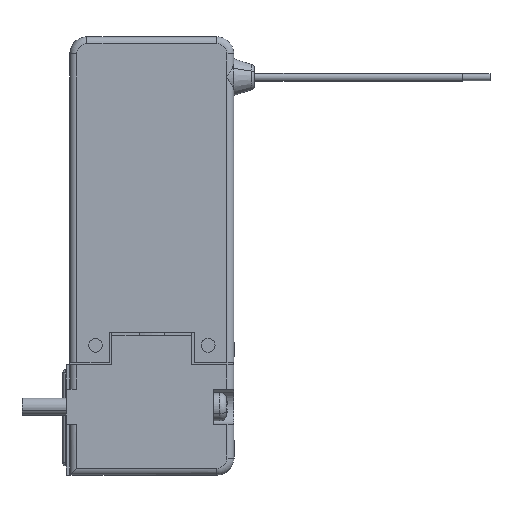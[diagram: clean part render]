
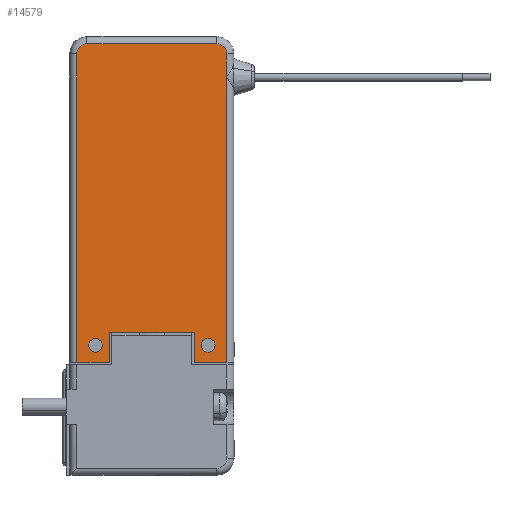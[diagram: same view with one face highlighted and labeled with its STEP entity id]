
A CAD part, front view. The second image highlights one B-rep face of the part: STEP entity #14579.
In plain terms, the highlighted face is planar.
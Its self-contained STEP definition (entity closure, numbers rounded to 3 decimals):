
#14470=AXIS2_PLACEMENT_3D('Circle Axis2P3D',#14468,#14469,$) ;
#14490=AXIS2_PLACEMENT_3D('Plane Axis2P3D',#14487,#14488,#14489) ;
#14520=AXIS2_PLACEMENT_3D('Circle Axis2P3D',#14518,#14519,$) ;
#14545=AXIS2_PLACEMENT_3D('Circle Axis2P3D',#14543,#14544,$) ;
#14554=AXIS2_PLACEMENT_3D('Circle Axis2P3D',#14552,#14553,$) ;
#14563=AXIS2_PLACEMENT_3D('Circle Axis2P3D',#14561,#14562,$) ;
#14572=AXIS2_PLACEMENT_3D('Circle Axis2P3D',#14570,#14571,$) ;
#13423=CARTESIAN_POINT('Vertex',(-11.,7.5,33.2)) ;
#13793=CARTESIAN_POINT('Vertex',(-11.,7.5,36.6)) ;
#13796=CARTESIAN_POINT('Line Origine',(-11.,7.5,15.25)) ;
#13816=CARTESIAN_POINT('Line Origine',(-11.,7.5,15.25)) ;
#13820=CARTESIAN_POINT('Vertex',(-11.,7.5,-8.6)) ;
#13886=CARTESIAN_POINT('Line Origine',(-8.6,7.5,-8.6)) ;
#13890=CARTESIAN_POINT('Vertex',(-6.2,7.5,-8.6)) ;
#14006=CARTESIAN_POINT('Vertex',(-6.2,7.5,-4.1)) ;
#14009=CARTESIAN_POINT('Line Origine',(0.,7.5,-4.1)) ;
#14013=CARTESIAN_POINT('Vertex',(6.2,7.5,-4.1)) ;
#14465=CARTESIAN_POINT('Vertex',(-9.5,7.5,38.1)) ;
#14468=CARTESIAN_POINT('Axis2P3D Location',(-9.5,7.5,36.6)) ;
#14487=CARTESIAN_POINT('Axis2P3D Location',(0.,7.5,0.)) ;
#14492=CARTESIAN_POINT('Line Origine',(8.6,7.5,-8.6)) ;
#14496=CARTESIAN_POINT('Vertex',(6.2,7.5,-8.6)) ;
#14498=CARTESIAN_POINT('Vertex',(11.,7.5,-8.6)) ;
#14501=CARTESIAN_POINT('Line Origine',(6.2,7.5,-6.35)) ;
#14506=CARTESIAN_POINT('Line Origine',(-6.2,7.5,-6.35)) ;
#14511=CARTESIAN_POINT('Line Origine',(0.,7.5,38.1)) ;
#14515=CARTESIAN_POINT('Vertex',(9.5,7.5,38.1)) ;
#14518=CARTESIAN_POINT('Axis2P3D Location',(9.5,7.5,36.6)) ;
#14522=CARTESIAN_POINT('Vertex',(11.,7.5,36.6)) ;
#14525=CARTESIAN_POINT('Line Origine',(11.,7.5,14.)) ;
#14543=CARTESIAN_POINT('Axis2P3D Location',(-8.25,7.5,-6.05)) ;
#14547=CARTESIAN_POINT('Vertex',(-9.25,7.5,-6.05)) ;
#14549=CARTESIAN_POINT('Vertex',(-7.25,7.5,-6.05)) ;
#14552=CARTESIAN_POINT('Axis2P3D Location',(-8.25,7.5,-6.05)) ;
#14561=CARTESIAN_POINT('Axis2P3D Location',(8.25,7.5,-6.05)) ;
#14565=CARTESIAN_POINT('Vertex',(9.25,7.5,-6.05)) ;
#14567=CARTESIAN_POINT('Vertex',(7.25,7.5,-6.05)) ;
#14570=CARTESIAN_POINT('Axis2P3D Location',(8.25,7.5,-6.05)) ;
#13797=DIRECTION('Vector Direction',(0.,0.,-1.)) ;
#13817=DIRECTION('Vector Direction',(0.,0.,-1.)) ;
#13887=DIRECTION('Vector Direction',(-1.,0.,0.)) ;
#14010=DIRECTION('Vector Direction',(1.,0.,0.)) ;
#14469=DIRECTION('Axis2P3D Direction',(0.,1.,0.)) ;
#14488=DIRECTION('Axis2P3D Direction',(0.,1.,0.)) ;
#14489=DIRECTION('Axis2P3D XDirection',(-1.,0.,0.)) ;
#14493=DIRECTION('Vector Direction',(-1.,0.,0.)) ;
#14502=DIRECTION('Vector Direction',(0.,0.,-1.)) ;
#14507=DIRECTION('Vector Direction',(0.,0.,-1.)) ;
#14512=DIRECTION('Vector Direction',(1.,0.,0.)) ;
#14519=DIRECTION('Axis2P3D Direction',(0.,1.,0.)) ;
#14526=DIRECTION('Vector Direction',(0.,0.,-1.)) ;
#14544=DIRECTION('Axis2P3D Direction',(0.,1.,0.)) ;
#14553=DIRECTION('Axis2P3D Direction',(0.,1.,0.)) ;
#14562=DIRECTION('Axis2P3D Direction',(0.,1.,0.)) ;
#14571=DIRECTION('Axis2P3D Direction',(0.,1.,0.)) ;
#13798=VECTOR('Line Direction',#13797,1.) ;
#13818=VECTOR('Line Direction',#13817,1.) ;
#13888=VECTOR('Line Direction',#13887,1.) ;
#14011=VECTOR('Line Direction',#14010,1.) ;
#14494=VECTOR('Line Direction',#14493,1.) ;
#14503=VECTOR('Line Direction',#14502,1.) ;
#14508=VECTOR('Line Direction',#14507,1.) ;
#14513=VECTOR('Line Direction',#14512,1.) ;
#14527=VECTOR('Line Direction',#14526,1.) ;
#14531=ORIENTED_EDGE('',*,*,#14500,.F.) ;
#14532=ORIENTED_EDGE('',*,*,#14505,.F.) ;
#14533=ORIENTED_EDGE('',*,*,#14015,.T.) ;
#14534=ORIENTED_EDGE('',*,*,#14510,.T.) ;
#14535=ORIENTED_EDGE('',*,*,#13892,.F.) ;
#14536=ORIENTED_EDGE('',*,*,#13822,.T.) ;
#14537=ORIENTED_EDGE('',*,*,#13800,.T.) ;
#14538=ORIENTED_EDGE('',*,*,#14472,.T.) ;
#14539=ORIENTED_EDGE('',*,*,#14517,.T.) ;
#14540=ORIENTED_EDGE('',*,*,#14524,.T.) ;
#14541=ORIENTED_EDGE('',*,*,#14529,.T.) ;
#14558=ORIENTED_EDGE('',*,*,#14551,.F.) ;
#14559=ORIENTED_EDGE('',*,*,#14556,.F.) ;
#14576=ORIENTED_EDGE('',*,*,#14569,.F.) ;
#14577=ORIENTED_EDGE('',*,*,#14574,.F.) ;
#14560=FACE_BOUND('',#14557,.T.) ;
#14578=FACE_BOUND('',#14575,.T.) ;
#14579=ADVANCED_FACE('',(#14542,#14560,#14578),#14491,.T.) ;
#14471=CIRCLE('generated circle',#14470,1.5) ;
#14521=CIRCLE('generated circle',#14520,1.5) ;
#14546=CIRCLE('generated circle',#14545,1.) ;
#14555=CIRCLE('generated circle',#14554,1.) ;
#14564=CIRCLE('generated circle',#14563,1.) ;
#14573=CIRCLE('generated circle',#14572,1.) ;
#13800=EDGE_CURVE('',#13424,#13794,#13799,.F.) ;
#13822=EDGE_CURVE('',#13821,#13424,#13819,.F.) ;
#13892=EDGE_CURVE('',#13821,#13891,#13889,.F.) ;
#14015=EDGE_CURVE('',#14014,#14007,#14012,.F.) ;
#14472=EDGE_CURVE('',#13794,#14466,#14471,.T.) ;
#14500=EDGE_CURVE('',#14497,#14499,#14495,.F.) ;
#14505=EDGE_CURVE('',#14014,#14497,#14504,.T.) ;
#14510=EDGE_CURVE('',#14007,#13891,#14509,.T.) ;
#14517=EDGE_CURVE('',#14466,#14516,#14514,.T.) ;
#14524=EDGE_CURVE('',#14516,#14523,#14521,.T.) ;
#14529=EDGE_CURVE('',#14523,#14499,#14528,.T.) ;
#14551=EDGE_CURVE('',#14548,#14550,#14546,.T.) ;
#14556=EDGE_CURVE('',#14550,#14548,#14555,.T.) ;
#14569=EDGE_CURVE('',#14566,#14568,#14564,.T.) ;
#14574=EDGE_CURVE('',#14568,#14566,#14573,.T.) ;
#14530=EDGE_LOOP('',(#14531,#14532,#14533,#14534,#14535,#14536,#14537,#14538,#14539,#14540,#14541)) ;
#14557=EDGE_LOOP('',(#14558,#14559)) ;
#14575=EDGE_LOOP('',(#14576,#14577)) ;
#14542=FACE_OUTER_BOUND('',#14530,.T.) ;
#13799=LINE('Line',#13796,#13798) ;
#13819=LINE('Line',#13816,#13818) ;
#13889=LINE('Line',#13886,#13888) ;
#14012=LINE('Line',#14009,#14011) ;
#14495=LINE('Line',#14492,#14494) ;
#14504=LINE('Line',#14501,#14503) ;
#14509=LINE('Line',#14506,#14508) ;
#14514=LINE('Line',#14511,#14513) ;
#14528=LINE('Line',#14525,#14527) ;
#14491=PLANE('Plane',#14490) ;
#13424=VERTEX_POINT('',#13423) ;
#13794=VERTEX_POINT('',#13793) ;
#13821=VERTEX_POINT('',#13820) ;
#13891=VERTEX_POINT('',#13890) ;
#14007=VERTEX_POINT('',#14006) ;
#14014=VERTEX_POINT('',#14013) ;
#14466=VERTEX_POINT('',#14465) ;
#14497=VERTEX_POINT('',#14496) ;
#14499=VERTEX_POINT('',#14498) ;
#14516=VERTEX_POINT('',#14515) ;
#14523=VERTEX_POINT('',#14522) ;
#14548=VERTEX_POINT('',#14547) ;
#14550=VERTEX_POINT('',#14549) ;
#14566=VERTEX_POINT('',#14565) ;
#14568=VERTEX_POINT('',#14567) ;
